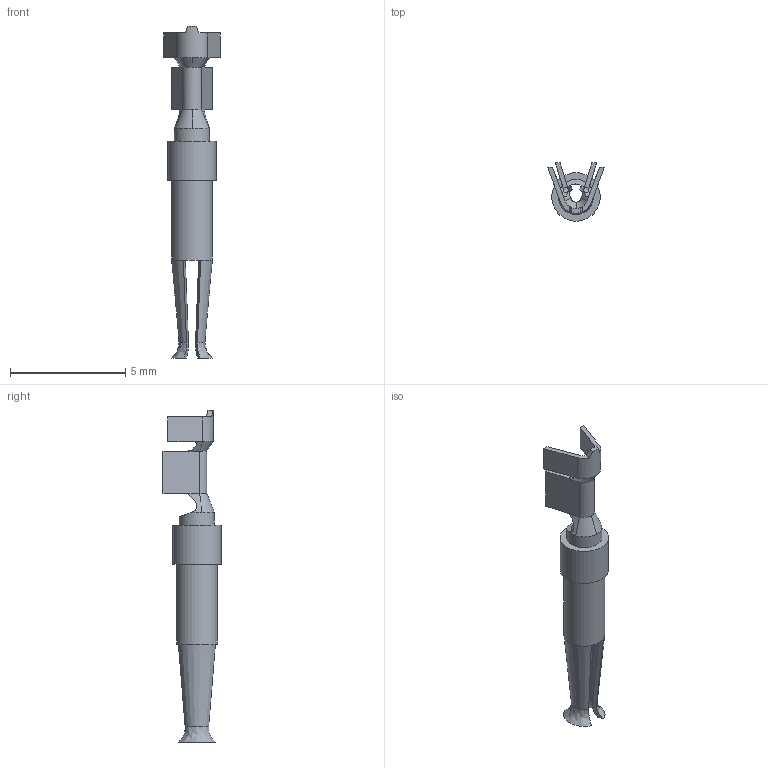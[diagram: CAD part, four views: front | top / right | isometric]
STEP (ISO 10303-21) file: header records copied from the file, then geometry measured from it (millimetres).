
FILE_DESCRIPTION(/* description */ (''),/* implementation_level */ '2;1');
FILE_NAME(/* name */ '100183145ugm000_a.stp',/* time_stamp */ '2013-11-19T08:22:51+01:00',/* author */ (''),/* organization */ (''),/* preprocessor_version */ 'ST-DEVELOPER v15',/* originating_system */ 'SIEMENS PLM Software NX 8.5',/* authorisation */ '');
FILE_SCHEMA (('AUTOMOTIVE_DESIGN { 1 0 10303 214 3 1 1 1 }'));
Length unit declared in the file: millimetre
Products named in the file (1): 100183145ugm000_a
Bounding box: 2.46 x 2.52 x 14.4 mm (x, y, z)
Volume: 11.7 mm3; surface area: 128.7 mm2
Topology: 1 solids, 1 shells, 81 faces, 193 edges, 117 vertices
Faces by surface type: plane 41, bspline 20, cylinder 16, cone 4
Full cylindrical faces by diameter (mm): 1.12 x1, 1.368 x1, 1.52 x1, 1.7 x1, 1.77 x1, 2.1 x1
Entity records: 2515 total; most frequent: CARTESIAN_POINT 786, ORIENTED_EDGE 374, DIRECTION 300, EDGE_CURVE 187, VERTEX_POINT 117, AXIS2_PLACEMENT_3D 101, LINE 98, VECTOR 98
